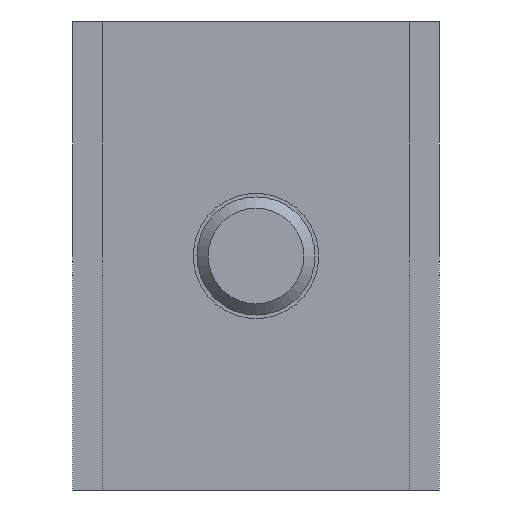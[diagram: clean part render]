
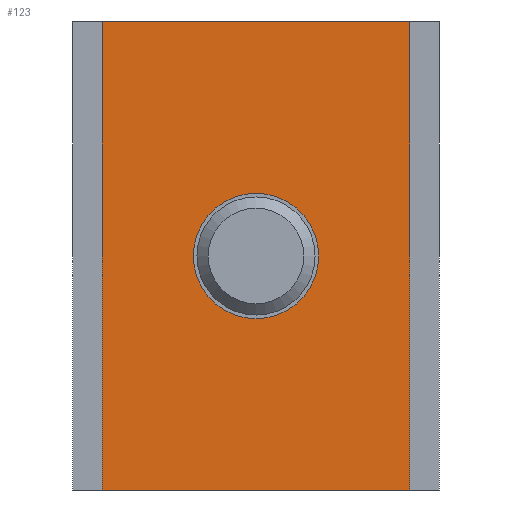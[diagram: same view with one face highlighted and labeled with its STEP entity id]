
A CAD part, front view. The second image highlights one B-rep face of the part: STEP entity #123.
In plain terms, the highlighted planar face has unit normal (0, -1, 0).
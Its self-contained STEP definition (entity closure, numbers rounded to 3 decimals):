
#123 = ADVANCED_FACE( '', ( #270, #271 ), #272, .F. );
#270 = FACE_BOUND( '', #440, .T. );
#271 = FACE_OUTER_BOUND( '', #441, .T. );
#272 = PLANE( '', #442 );
#440 = EDGE_LOOP( '', ( #717 ) );
#441 = EDGE_LOOP( '', ( #718, #719, #720, #721 ) );
#442 = AXIS2_PLACEMENT_3D( '', #722, #723, #724 );
#717 = ORIENTED_EDGE( '', *, *, #1055, .T. );
#718 = ORIENTED_EDGE( '', *, *, #1056, .T. );
#719 = ORIENTED_EDGE( '', *, *, #1057, .F. );
#720 = ORIENTED_EDGE( '', *, *, #1058, .F. );
#721 = ORIENTED_EDGE( '', *, *, #991, .T. );
#722 = CARTESIAN_POINT( '', ( -10.4, 0., 15.85 ) );
#723 = DIRECTION( '', ( 0., 1., 0. ) );
#724 = DIRECTION( '', ( 0., 0., 1. ) );
#991 = EDGE_CURVE( '', #1188, #1186, #1189, .T. );
#1055 = EDGE_CURVE( '', #1285, #1285, #1286, .T. );
#1056 = EDGE_CURVE( '', #1186, #1287, #1288, .T. );
#1057 = EDGE_CURVE( '', #1289, #1287, #1290, .T. );
#1058 = EDGE_CURVE( '', #1188, #1289, #1291, .T. );
#1186 = VERTEX_POINT( '', #1457 );
#1188 = VERTEX_POINT( '', #1460 );
#1189 = LINE( '', #1461, #1462 );
#1285 = VERTEX_POINT( '', #1589 );
#1286 = CIRCLE( '', #1590, 4.25 );
#1287 = VERTEX_POINT( '', #1591 );
#1288 = LINE( '', #1592, #1593 );
#1289 = VERTEX_POINT( '', #1594 );
#1290 = LINE( '', #1595, #1596 );
#1291 = LINE( '', #1597, #1598 );
#1457 = CARTESIAN_POINT( '', ( -10.4, 0., -15.85 ) );
#1460 = CARTESIAN_POINT( '', ( -10.4, 0., 15.85 ) );
#1461 = CARTESIAN_POINT( '', ( -10.4, 0., 15.85 ) );
#1462 = VECTOR( '', #1749, 1000. );
#1589 = CARTESIAN_POINT( '', ( 4.25, 0., 0. ) );
#1590 = AXIS2_PLACEMENT_3D( '', #1826, #1827, #1828 );
#1591 = CARTESIAN_POINT( '', ( 10.4, 0., -15.85 ) );
#1592 = CARTESIAN_POINT( '', ( -10.4, 0., -15.85 ) );
#1593 = VECTOR( '', #1829, 1000. );
#1594 = CARTESIAN_POINT( '', ( 10.4, 0., 15.85 ) );
#1595 = CARTESIAN_POINT( '', ( 10.4, 0., 15.85 ) );
#1596 = VECTOR( '', #1830, 1000. );
#1597 = CARTESIAN_POINT( '', ( -10.4, 0., 15.85 ) );
#1598 = VECTOR( '', #1831, 1000. );
#1749 = DIRECTION( '', ( 0., 0., -1. ) );
#1826 = CARTESIAN_POINT( '', ( 0., 0., 0. ) );
#1827 = DIRECTION( '', ( 0., 1., 0. ) );
#1828 = DIRECTION( '', ( 1., 0., 0. ) );
#1829 = DIRECTION( '', ( 1., 0., 0. ) );
#1830 = DIRECTION( '', ( 0., 0., -1. ) );
#1831 = DIRECTION( '', ( 1., 0., 0. ) );
